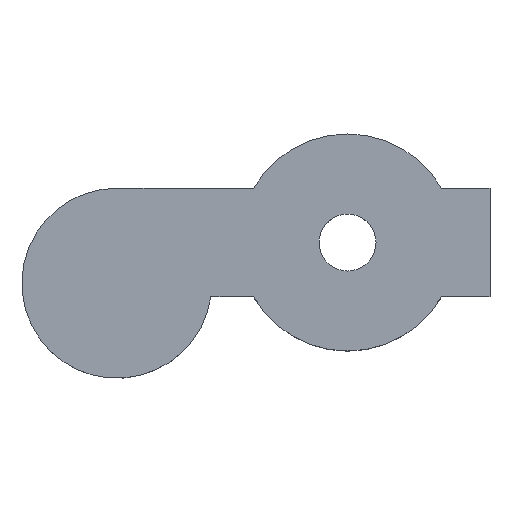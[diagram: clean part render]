
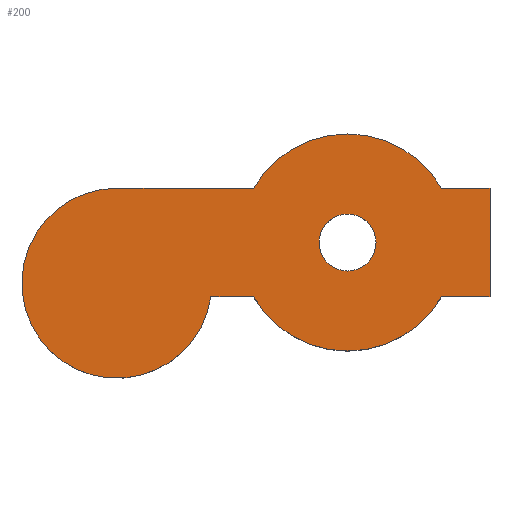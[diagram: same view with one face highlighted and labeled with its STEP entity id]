
A CAD part, top view. The second image highlights one B-rep face of the part: STEP entity #200.
In plain terms, the highlighted planar face has unit normal (0, 0, 1).
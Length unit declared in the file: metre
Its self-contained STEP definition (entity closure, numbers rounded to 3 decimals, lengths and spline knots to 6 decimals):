
#16=LINE('',#310,#34);
#20=LINE('',#319,#38);
#27=LINE('',#338,#45);
#28=LINE('',#343,#46);
#29=LINE('',#345,#47);
#34=VECTOR('',#252,1.);
#38=VECTOR('',#258,1.);
#45=VECTOR('',#275,1.);
#46=VECTOR('',#284,1.);
#47=VECTOR('',#287,1.);
#54=PLANE('',#232);
#95=ORIENTED_EDGE('',*,*,#109,.F.);
#96=ORIENTED_EDGE('',*,*,#133,.F.);
#97=ORIENTED_EDGE('',*,*,#123,.T.);
#98=ORIENTED_EDGE('',*,*,#119,.F.);
#99=ORIENTED_EDGE('',*,*,#131,.T.);
#100=ORIENTED_EDGE('',*,*,#129,.T.);
#101=ORIENTED_EDGE('',*,*,#126,.T.);
#102=ORIENTED_EDGE('',*,*,#132,.T.);
#103=ORIENTED_EDGE('',*,*,#115,.T.);
#109=EDGE_CURVE('',#135,#135,#153,.T.);
#115=EDGE_CURVE('',#141,#140,#16,.T.);
#119=EDGE_CURVE('',#144,#145,#20,.T.);
#123=EDGE_CURVE('',#148,#145,#156,.T.);
#126=EDGE_CURVE('',#146,#149,#157,.T.);
#129=EDGE_CURVE('',#150,#146,#27,.T.);
#131=EDGE_CURVE('',#144,#150,#159,.T.);
#132=EDGE_CURVE('',#149,#141,#28,.T.);
#133=EDGE_CURVE('',#148,#140,#29,.T.);
#135=VERTEX_POINT('',#297);
#140=VERTEX_POINT('',#309);
#141=VERTEX_POINT('',#311);
#144=VERTEX_POINT('',#318);
#145=VERTEX_POINT('',#320);
#146=VERTEX_POINT('',#324);
#148=VERTEX_POINT('',#328);
#149=VERTEX_POINT('',#331);
#150=VERTEX_POINT('',#335);
#153=CIRCLE('',#217,0.00105);
#156=CIRCLE('',#224,0.004);
#157=CIRCLE('',#225,0.004);
#159=CIRCLE('',#229,0.0035);
#171=EDGE_LOOP('',(#95));
#172=EDGE_LOOP('',(#96,#97,#98,#99,#100,#101,#102,#103));
#185=FACE_BOUND('',#171,.T.);
#186=FACE_BOUND('',#172,.T.);
#200=ADVANCED_FACE('',(#185,#186),#54,.T.);
#217=AXIS2_PLACEMENT_3D('',#296,#240,#241);
#224=AXIS2_PLACEMENT_3D('',#327,#265,#266);
#225=AXIS2_PLACEMENT_3D('',#332,#269,#270);
#229=AXIS2_PLACEMENT_3D('',#341,#280,#281);
#232=AXIS2_PLACEMENT_3D('',#346,#288,#289);
#240=DIRECTION('',(0.,0.,1.));
#241=DIRECTION('',(1.,0.,0.));
#252=DIRECTION('',(0.,1.,0.));
#258=DIRECTION('',(1.,0.,0.));
#265=DIRECTION('',(0.,0.,1.));
#266=DIRECTION('',(1.,0.,0.));
#269=DIRECTION('',(0.,0.,1.));
#270=DIRECTION('',(1.,0.,0.));
#275=DIRECTION('',(1.,0.,0.));
#280=DIRECTION('',(0.,0.,1.));
#281=DIRECTION('',(1.,0.,0.));
#284=DIRECTION('',(1.,0.,0.));
#287=DIRECTION('',(1.,0.,0.));
#288=DIRECTION('',(0.,0.,1.));
#289=DIRECTION('',(1.,0.,0.));
#296=CARTESIAN_POINT('',(-0.017094,0.007933,0.003));
#297=CARTESIAN_POINT('',(-0.016044,0.007933,0.003));
#309=CARTESIAN_POINT('',(-0.011844,0.009933,0.003));
#310=CARTESIAN_POINT('',(-0.011844,0.007933,0.003));
#311=CARTESIAN_POINT('',(-0.011844,0.005933,0.003));
#318=CARTESIAN_POINT('',(-0.025594,0.009933,0.003));
#319=CARTESIAN_POINT('',(-0.023076,0.009933,0.003));
#320=CARTESIAN_POINT('',(-0.020558,0.009933,0.003));
#324=CARTESIAN_POINT('',(-0.020558,0.005933,0.003));
#327=CARTESIAN_POINT('',(-0.017094,0.007933,0.003));
#328=CARTESIAN_POINT('',(-0.01363,0.009933,0.003));
#331=CARTESIAN_POINT('',(-0.01363,0.005933,0.003));
#332=CARTESIAN_POINT('',(-0.017094,0.007933,0.003));
#335=CARTESIAN_POINT('',(-0.02213,0.005933,0.003));
#338=CARTESIAN_POINT('',(-0.021344,0.005933,0.003));
#341=CARTESIAN_POINT('',(-0.025594,0.006433,0.003));
#343=CARTESIAN_POINT('',(0.029888,0.005933,0.003));
#345=CARTESIAN_POINT('',(0.007888,0.009933,0.003));
#346=CARTESIAN_POINT('',(0.01531,0.010057,0.003));
